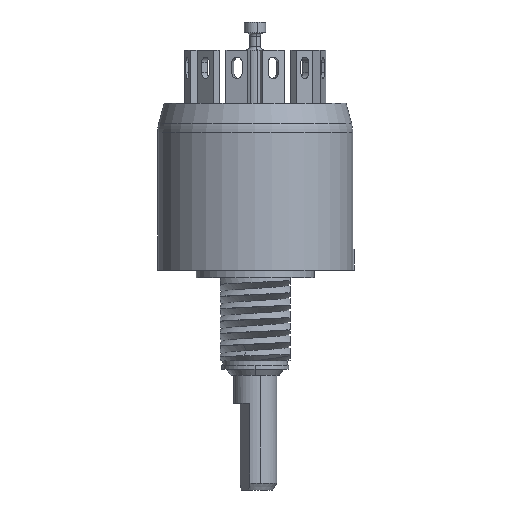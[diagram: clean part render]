
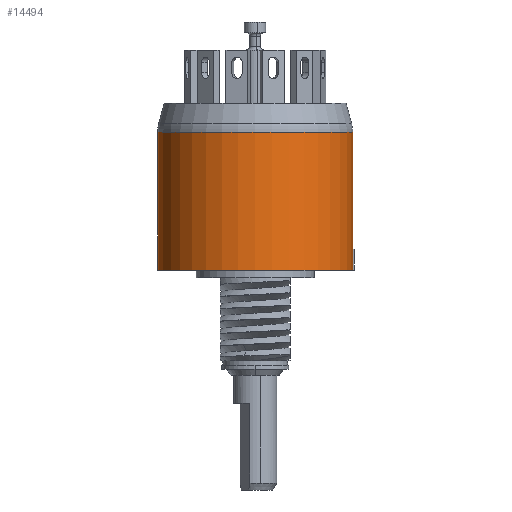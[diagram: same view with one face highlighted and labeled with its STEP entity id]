
A CAD part, front view. The second image highlights one B-rep face of the part: STEP entity #14494.
In plain terms, the highlighted cylindrical face has radius 7.163 mm (diameter 14.326 mm), a partial arc.
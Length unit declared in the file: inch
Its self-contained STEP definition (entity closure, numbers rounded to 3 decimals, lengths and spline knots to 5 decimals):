
#13=CARTESIAN_POINT('',(0.,0.,-0.068));
#14=DIRECTION('',(0.,0.,-1.));
#15=DIRECTION('',(1.,0.,0.));
#16=AXIS2_PLACEMENT_3D('',#13,#14,#15);
#3845=DIRECTION('',(0.,0.,-1.));
#3846=VECTOR('',#3845,0.338);
#3847=CARTESIAN_POINT('',(0.282,0.,0.33));
#3848=LINE('',#3847,#3846);
#3854=DIRECTION('',(0.,0.,-1.));
#3855=VECTOR('',#3854,0.398);
#3856=CARTESIAN_POINT('',(-0.282,0.,0.33));
#3857=LINE('',#3856,#3855);
#3878=DIRECTION('',(0.,0.,-1.));
#3879=VECTOR('',#3878,0.06);
#3880=CARTESIAN_POINT('',(0.282,0.,-0.008));
#3881=LINE('',#3880,#3879);
#3882=CARTESIAN_POINT('',(0.,0.,0.33));
#3883=DIRECTION('',(0.,0.,-1.));
#3884=DIRECTION('',(1.,0.,0.));
#3885=AXIS2_PLACEMENT_3D('',#3882,#3883,#3884);
#8461=CARTESIAN_POINT('',(-0.282,0.,0.33));
#8462=CARTESIAN_POINT('',(-0.282,0.,-0.068));
#8463=VERTEX_POINT('',#8461);
#8464=VERTEX_POINT('',#8462);
#8759=CARTESIAN_POINT('',(0.282,0.,-0.008));
#8760=CARTESIAN_POINT('',(0.282,0.,-0.068));
#8761=VERTEX_POINT('',#8759);
#8762=VERTEX_POINT('',#8760);
#8764=CARTESIAN_POINT('',(0.282,0.,0.33));
#8765=VERTEX_POINT('',#8764);
#14482=CARTESIAN_POINT('',(0.,0.,0.45225));
#14483=DIRECTION('',(0.,0.,-1.));
#14484=DIRECTION('',(1.,0.,0.));
#14485=AXIS2_PLACEMENT_3D('',#14482,#14483,#14484);
#14486=CYLINDRICAL_SURFACE('',#14485,0.282);
#14487=ORIENTED_EDGE('',*,*,#14474,.T.);
#14488=ORIENTED_EDGE('',*,*,#10852,.T.);
#14489=ORIENTED_EDGE('',*,*,#14437,.F.);
#14490=ORIENTED_EDGE('',*,*,#14406,.F.);
#14491=ORIENTED_EDGE('',*,*,#14434,.T.);
#14492=EDGE_LOOP('',(#14487,#14488,#14489,#14490,#14491));
#14493=FACE_OUTER_BOUND('',#14492,.F.);
#14494=ADVANCED_FACE('',(#14493),#14486,.T.);
#17=CIRCLE('',#16,0.282);
#3886=CIRCLE('',#3885,0.282);
#10852=EDGE_CURVE('',#8762,#8464,#17,.T.);
#14406=EDGE_CURVE('',#8765,#8463,#3886,.T.);
#14434=EDGE_CURVE('',#8765,#8761,#3848,.T.);
#14437=EDGE_CURVE('',#8463,#8464,#3857,.T.);
#14474=EDGE_CURVE('',#8761,#8762,#3881,.T.);
